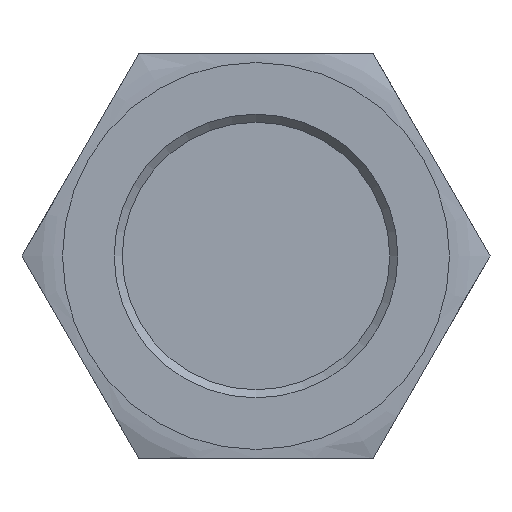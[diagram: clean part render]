
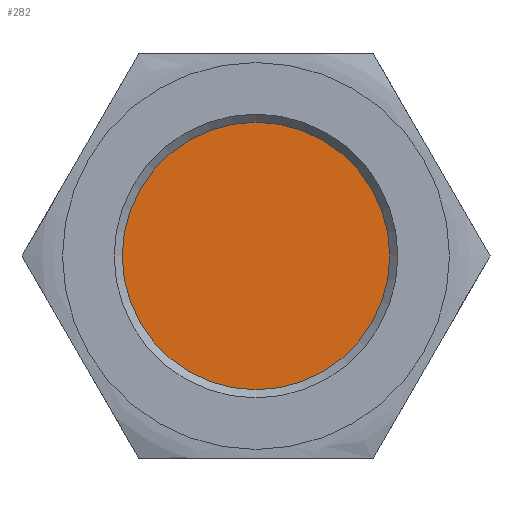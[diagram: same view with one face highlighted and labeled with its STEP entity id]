
A CAD part, front view. The second image highlights one B-rep face of the part: STEP entity #282.
In plain terms, the highlighted planar face has unit normal (0, -1, 0).
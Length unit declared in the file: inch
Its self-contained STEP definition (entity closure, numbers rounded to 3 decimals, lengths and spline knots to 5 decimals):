
#35=PLANE('',#324);
#49=FACE_OUTER_BOUND('',#65,.T.);
#65=EDGE_LOOP('',(#204,#205));
#101=CIRCLE('',#317,0.0825);
#104=CIRCLE('',#320,0.0825);
#118=VERTEX_POINT('',#429);
#119=VERTEX_POINT('',#430);
#149=EDGE_CURVE('',#118,#119,#101,.T.);
#153=EDGE_CURVE('',#119,#118,#104,.T.);
#204=ORIENTED_EDGE('',*,*,#149,.F.);
#205=ORIENTED_EDGE('',*,*,#153,.F.);
#282=ADVANCED_FACE('',(#49),#35,.T.);
#317=AXIS2_PLACEMENT_3D('',#431,#353,#354);
#320=AXIS2_PLACEMENT_3D('',#437,#360,#361);
#324=AXIS2_PLACEMENT_3D('',#444,#369,#370);
#353=DIRECTION('center_axis',(0.,1.,0.));
#354=DIRECTION('ref_axis',(0.,0.,1.));
#360=DIRECTION('center_axis',(0.,1.,0.));
#361=DIRECTION('ref_axis',(0.,0.,1.));
#369=DIRECTION('center_axis',(0.,-1.,0.));
#370=DIRECTION('ref_axis',(0.,0.,-1.));
#429=CARTESIAN_POINT('',(0.,-0.25,-0.0825));
#430=CARTESIAN_POINT('',(0.,-0.25,0.0825));
#431=CARTESIAN_POINT('Origin',(0.,-0.25,0.));
#437=CARTESIAN_POINT('Origin',(0.,-0.25,0.));
#444=CARTESIAN_POINT('Origin',(0.,-0.25,0.));
